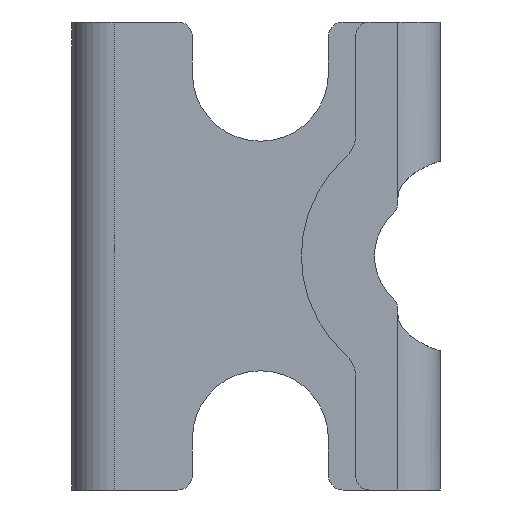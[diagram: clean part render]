
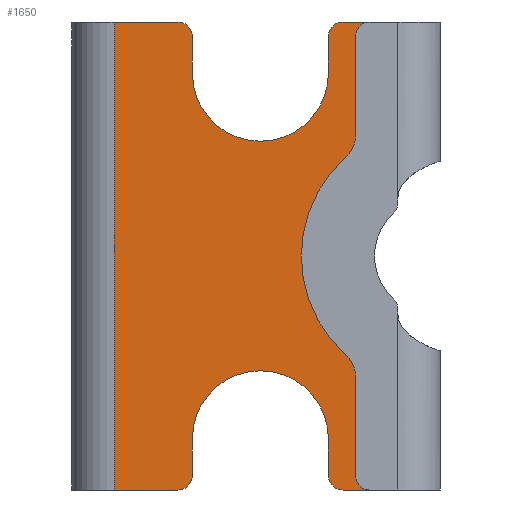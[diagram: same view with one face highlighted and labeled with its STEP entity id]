
A CAD part, front view. The second image highlights one B-rep face of the part: STEP entity #1650.
In plain terms, the highlighted planar face has unit normal (0, -1, 0).
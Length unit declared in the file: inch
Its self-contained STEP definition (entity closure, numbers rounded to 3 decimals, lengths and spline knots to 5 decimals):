
#282=CARTESIAN_POINT('',(0.83858,0.,-0.14433));
#283=DIRECTION('',(0.,-1.,0.));
#284=DIRECTION('',(1.,0.,0.));
#285=AXIS2_PLACEMENT_3D('',#282,#283,#284);
#287=DIRECTION('',(0.,0.,-1.));
#288=VECTOR('',#287,0.01233);
#289=CARTESIAN_POINT('',(0.87795,0.,-0.14433));
#290=LINE('',#289,#288);
#291=CARTESIAN_POINT('',(0.73031,0.,-0.59055));
#292=DIRECTION('',(0.,-1.,0.));
#293=DIRECTION('',(-1.,0.,0.));
#294=AXIS2_PLACEMENT_3D('',#291,#292,#293);
#296=DIRECTION('',(0.,0.,1.));
#297=VECTOR('',#296,0.09843);
#298=CARTESIAN_POINT('',(0.69094,0.,-0.59055));
#299=LINE('',#298,#297);
#300=CARTESIAN_POINT('',(0.50787,0.,-0.49213));
#301=DIRECTION('',(0.,1.,0.));
#302=DIRECTION('',(-1.,0.,0.));
#303=AXIS2_PLACEMENT_3D('',#300,#301,#302);
#305=DIRECTION('',(0.,0.,1.));
#306=VECTOR('',#305,0.09843);
#307=CARTESIAN_POINT('',(0.3248,0.,-0.59055));
#308=LINE('',#307,#306);
#309=CARTESIAN_POINT('',(0.28543,0.,-0.59055));
#310=DIRECTION('',(0.,-1.,0.));
#311=DIRECTION('',(0.,0.,-1.));
#312=AXIS2_PLACEMENT_3D('',#309,#310,#311);
#314=DIRECTION('',(0.,0.,1.));
#315=VECTOR('',#314,1.25984);
#316=CARTESIAN_POINT('',(0.11417,0.,-0.62992));
#317=LINE('',#316,#315);
#318=CARTESIAN_POINT('',(0.28543,0.,0.59055));
#319=DIRECTION('',(0.,-1.,0.));
#320=DIRECTION('',(1.,0.,0.));
#321=AXIS2_PLACEMENT_3D('',#318,#319,#320);
#323=DIRECTION('',(0.,0.,-1.));
#324=VECTOR('',#323,0.09843);
#325=CARTESIAN_POINT('',(0.3248,0.,0.59055));
#326=LINE('',#325,#324);
#327=CARTESIAN_POINT('',(0.50787,0.,0.49213));
#328=DIRECTION('',(0.,1.,0.));
#329=DIRECTION('',(1.,0.,0.));
#330=AXIS2_PLACEMENT_3D('',#327,#328,#329);
#332=DIRECTION('',(0.,0.,-1.));
#333=VECTOR('',#332,0.09843);
#334=CARTESIAN_POINT('',(0.69094,0.,0.59055));
#335=LINE('',#334,#333);
#336=CARTESIAN_POINT('',(0.73031,0.,0.59055));
#337=DIRECTION('',(0.,-1.,0.));
#338=DIRECTION('',(0.,0.,1.));
#339=AXIS2_PLACEMENT_3D('',#336,#337,#338);
#341=DIRECTION('',(0.,0.,-1.));
#342=VECTOR('',#341,0.01233);
#343=CARTESIAN_POINT('',(0.87795,0.,0.15666));
#344=LINE('',#343,#342);
#345=CARTESIAN_POINT('',(0.83858,0.,0.14433));
#346=DIRECTION('',(0.,-1.,0.));
#347=DIRECTION('',(0.68,0.,-0.733));
#348=AXIS2_PLACEMENT_3D('',#345,#346,#347);
#350=CARTESIAN_POINT('',(0.97244,0.,0.));
#351=DIRECTION('',(0.,-1.,0.));
#352=DIRECTION('',(-0.68,0.,0.733));
#353=AXIS2_PLACEMENT_3D('',#350,#351,#352);
#373=CARTESIAN_POINT('',(0.87795,0.,-0.15666));
#375=DIRECTION('',(0.,0.,1.));
#376=VECTOR('',#375,0.47326);
#377=CARTESIAN_POINT('',(0.87795,0.,-0.62992));
#378=LINE('',#377,#376);
#777=CARTESIAN_POINT('',(0.87795,0.,0.15666));
#789=DIRECTION('',(0.,0.,1.));
#790=VECTOR('',#789,0.47326);
#791=CARTESIAN_POINT('',(0.87795,0.,0.15666));
#792=LINE('',#791,#790);
#837=DIRECTION('',(1.,0.,0.));
#838=VECTOR('',#837,0.14764);
#839=CARTESIAN_POINT('',(0.73031,0.,0.62992));
#840=LINE('',#839,#838);
#861=DIRECTION('',(1.,0.,0.));
#862=VECTOR('',#861,0.17126);
#863=CARTESIAN_POINT('',(0.11417,0.,0.62992));
#864=LINE('',#863,#862);
#949=DIRECTION('',(1.,0.,0.));
#950=VECTOR('',#949,0.14764);
#951=CARTESIAN_POINT('',(0.73031,0.,-0.62992));
#952=LINE('',#951,#950);
#985=DIRECTION('',(1.,0.,0.));
#986=VECTOR('',#985,0.17126);
#987=CARTESIAN_POINT('',(0.11417,0.,-0.62992));
#988=LINE('',#987,#986);
#1085=CARTESIAN_POINT('',(0.69094,0.,0.49213));
#1086=CARTESIAN_POINT('',(0.3248,0.,0.49213));
#1087=VERTEX_POINT('',#1085);
#1088=VERTEX_POINT('',#1086);
#1089=CARTESIAN_POINT('',(0.3248,0.,-0.49213));
#1090=CARTESIAN_POINT('',(0.69094,0.,-0.49213));
#1091=VERTEX_POINT('',#1089);
#1092=VERTEX_POINT('',#1090);
#1121=CARTESIAN_POINT('',(0.3248,0.,0.59055));
#1122=CARTESIAN_POINT('',(0.28543,0.,0.62992));
#1123=VERTEX_POINT('',#1121);
#1124=VERTEX_POINT('',#1122);
#1129=CARTESIAN_POINT('',(0.73031,0.,0.62992));
#1130=CARTESIAN_POINT('',(0.69094,0.,0.59055));
#1131=VERTEX_POINT('',#1129);
#1132=VERTEX_POINT('',#1130);
#1137=CARTESIAN_POINT('',(0.69094,0.,-0.59055));
#1138=CARTESIAN_POINT('',(0.73031,0.,-0.62992));
#1139=VERTEX_POINT('',#1137);
#1140=VERTEX_POINT('',#1138);
#1145=CARTESIAN_POINT('',(0.28543,0.,-0.62992));
#1146=CARTESIAN_POINT('',(0.3248,0.,-0.59055));
#1147=VERTEX_POINT('',#1145);
#1148=VERTEX_POINT('',#1146);
#1153=CARTESIAN_POINT('',(0.11417,0.,-0.62992));
#1154=VERTEX_POINT('',#1153);
#1155=CARTESIAN_POINT('',(0.87795,0.,-0.62992));
#1156=VERTEX_POINT('',#1155);
#1157=CARTESIAN_POINT('',(0.11417,0.,0.62992));
#1158=VERTEX_POINT('',#1157);
#1159=CARTESIAN_POINT('',(0.87795,0.,0.62992));
#1160=VERTEX_POINT('',#1159);
#1241=VERTEX_POINT('',#777);
#1242=VERTEX_POINT('',#373);
#1249=CARTESIAN_POINT('',(0.87795,0.,-0.14433));
#1250=CARTESIAN_POINT('',(0.86535,0.,-0.11547));
#1251=VERTEX_POINT('',#1249);
#1252=VERTEX_POINT('',#1250);
#1257=CARTESIAN_POINT('',(0.86535,0.,0.11547));
#1258=CARTESIAN_POINT('',(0.87795,0.,0.14433));
#1259=VERTEX_POINT('',#1257);
#1260=VERTEX_POINT('',#1258);
#1601=CARTESIAN_POINT('',(0.11417,0.,-0.62992));
#1602=DIRECTION('',(0.,-1.,0.));
#1603=DIRECTION('',(1.,0.,0.));
#1604=AXIS2_PLACEMENT_3D('',#1601,#1602,#1603);
#1605=PLANE('',#1604);
#1606=ORIENTED_EDGE('',*,*,#1591,.F.);
#1608=ORIENTED_EDGE('',*,*,#1607,.T.);
#1610=ORIENTED_EDGE('',*,*,#1609,.F.);
#1612=ORIENTED_EDGE('',*,*,#1611,.F.);
#1614=ORIENTED_EDGE('',*,*,#1613,.F.);
#1616=ORIENTED_EDGE('',*,*,#1615,.T.);
#1618=ORIENTED_EDGE('',*,*,#1617,.F.);
#1620=ORIENTED_EDGE('',*,*,#1619,.F.);
#1622=ORIENTED_EDGE('',*,*,#1621,.F.);
#1624=ORIENTED_EDGE('',*,*,#1623,.F.);
#1625=ORIENTED_EDGE('',*,*,#1444,.T.);
#1627=ORIENTED_EDGE('',*,*,#1626,.T.);
#1629=ORIENTED_EDGE('',*,*,#1628,.F.);
#1631=ORIENTED_EDGE('',*,*,#1630,.T.);
#1633=ORIENTED_EDGE('',*,*,#1632,.F.);
#1635=ORIENTED_EDGE('',*,*,#1634,.F.);
#1637=ORIENTED_EDGE('',*,*,#1636,.F.);
#1639=ORIENTED_EDGE('',*,*,#1638,.T.);
#1641=ORIENTED_EDGE('',*,*,#1640,.F.);
#1643=ORIENTED_EDGE('',*,*,#1642,.T.);
#1645=ORIENTED_EDGE('',*,*,#1644,.F.);
#1647=ORIENTED_EDGE('',*,*,#1646,.T.);
#1648=EDGE_LOOP('',(#1606,#1608,#1610,#1612,#1614,#1616,#1618,#1620,#1622,#1624,
#1625,#1627,#1629,#1631,#1633,#1635,#1637,#1639,#1641,#1643,#1645,#1647));
#1649=FACE_OUTER_BOUND('',#1648,.F.);
#1650=ADVANCED_FACE('',(#1649),#1605,.T.);
#286=CIRCLE('',#285,0.03937);
#295=CIRCLE('',#294,0.03937);
#304=CIRCLE('',#303,0.18307);
#313=CIRCLE('',#312,0.03937);
#322=CIRCLE('',#321,0.03937);
#331=CIRCLE('',#330,0.18307);
#340=CIRCLE('',#339,0.03937);
#349=CIRCLE('',#348,0.03937);
#354=CIRCLE('',#353,0.15748);
#1444=EDGE_CURVE('',#1154,#1158,#317,.T.);
#1591=EDGE_CURVE('',#1251,#1252,#286,.T.);
#1607=EDGE_CURVE('',#1251,#1242,#290,.T.);
#1609=EDGE_CURVE('',#1156,#1242,#378,.T.);
#1611=EDGE_CURVE('',#1140,#1156,#952,.T.);
#1613=EDGE_CURVE('',#1139,#1140,#295,.T.);
#1615=EDGE_CURVE('',#1139,#1092,#299,.T.);
#1617=EDGE_CURVE('',#1091,#1092,#304,.T.);
#1619=EDGE_CURVE('',#1148,#1091,#308,.T.);
#1621=EDGE_CURVE('',#1147,#1148,#313,.T.);
#1623=EDGE_CURVE('',#1154,#1147,#988,.T.);
#1626=EDGE_CURVE('',#1158,#1124,#864,.T.);
#1628=EDGE_CURVE('',#1123,#1124,#322,.T.);
#1630=EDGE_CURVE('',#1123,#1088,#326,.T.);
#1632=EDGE_CURVE('',#1087,#1088,#331,.T.);
#1634=EDGE_CURVE('',#1132,#1087,#335,.T.);
#1636=EDGE_CURVE('',#1131,#1132,#340,.T.);
#1638=EDGE_CURVE('',#1131,#1160,#840,.T.);
#1640=EDGE_CURVE('',#1241,#1160,#792,.T.);
#1642=EDGE_CURVE('',#1241,#1260,#344,.T.);
#1644=EDGE_CURVE('',#1259,#1260,#349,.T.);
#1646=EDGE_CURVE('',#1259,#1252,#354,.T.);
